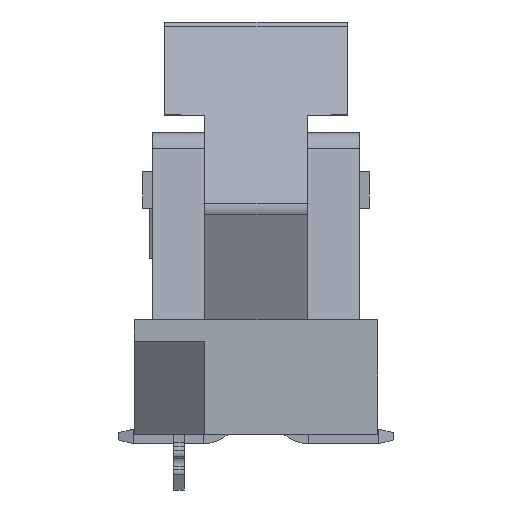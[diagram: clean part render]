
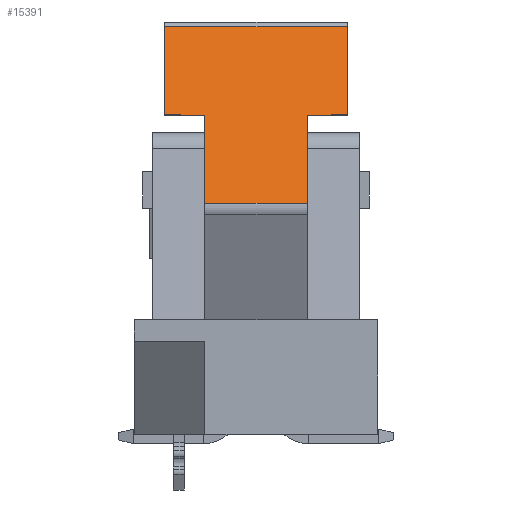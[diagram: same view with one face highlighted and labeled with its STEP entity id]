
A CAD part, left-side view. The second image highlights one B-rep face of the part: STEP entity #15391.
In plain terms, the highlighted planar face has unit normal (-0.936, 0, 0.351).
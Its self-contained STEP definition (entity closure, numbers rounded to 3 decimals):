
#15298=CARTESIAN_POINT('',(-13.775,-2.5,5.604));
#15299=VERTEX_POINT('',#15298);
#15306=CARTESIAN_POINT('',(-13.776,-1.4,5.6));
#15307=VERTEX_POINT('',#15306);
#15308=CARTESIAN_POINT('',(-13.775,-2.5,5.604));
#15309=DIRECTION('',(-0.001,1.,-0.003));
#15310=VECTOR('',#15309,1.1);
#15311=LINE('',#15308,#15310);
#15312=EDGE_CURVE('',#15299,#15307,#15311,.T.);
#15329=CARTESIAN_POINT('',(-13.775,0.,5.604));
#15330=DIRECTION('',(0.351,0.,0.936));
#15331=DIRECTION('',(-0.936,0.,0.351));
#15332=AXIS2_PLACEMENT_3D('',#15329,#15331,#15330);
#15333=PLANE('',#15332);
#15334=ORIENTED_EDGE('',*,*,#15312,.F.);
#15335=CARTESIAN_POINT('',(-12.869,-2.5,8.02));
#15336=VERTEX_POINT('',#15335);
#15337=CARTESIAN_POINT('',(-13.775,-2.5,5.604));
#15338=DIRECTION('',(0.351,0.,0.936));
#15339=VECTOR('',#15338,2.58);
#15340=LINE('',#15337,#15339);
#15341=EDGE_CURVE('',#15299,#15336,#15340,.T.);
#15342=ORIENTED_EDGE('',*,*,#15341,.T.);
#15343=CARTESIAN_POINT('',(-12.869,2.5,8.02));
#15344=VERTEX_POINT('',#15343);
#15345=CARTESIAN_POINT('',(-12.869,-2.5,8.02));
#15346=DIRECTION('',(0.,1.,0.));
#15347=VECTOR('',#15346,5.);
#15348=LINE('',#15345,#15347);
#15349=EDGE_CURVE('',#15336,#15344,#15348,.T.);
#15350=ORIENTED_EDGE('',*,*,#15349,.T.);
#15351=CARTESIAN_POINT('',(-13.775,2.5,5.604));
#15352=VERTEX_POINT('',#15351);
#15353=CARTESIAN_POINT('',(-12.869,2.5,8.02));
#15354=DIRECTION('',(-0.351,0.,-0.936));
#15355=VECTOR('',#15354,2.58);
#15356=LINE('',#15353,#15355);
#15357=EDGE_CURVE('',#15344,#15352,#15356,.T.);
#15358=ORIENTED_EDGE('',*,*,#15357,.T.);
#15359=CARTESIAN_POINT('',(-13.776,1.4,5.6));
#15360=VERTEX_POINT('',#15359);
#15361=CARTESIAN_POINT('',(-13.776,1.4,5.6));
#15362=DIRECTION('',(0.001,1.,0.003));
#15363=VECTOR('',#15362,1.1);
#15364=LINE('',#15361,#15363);
#15365=EDGE_CURVE('',#15360,#15352,#15364,.T.);
#15366=ORIENTED_EDGE('',*,*,#15365,.F.);
#15367=CARTESIAN_POINT('',(-14.681,1.4,3.188));
#15368=VERTEX_POINT('',#15367);
#15369=CARTESIAN_POINT('',(-14.681,1.4,3.188));
#15370=DIRECTION('',(0.351,0.,0.936));
#15371=VECTOR('',#15370,2.576);
#15372=LINE('',#15369,#15371);
#15373=EDGE_CURVE('',#15368,#15360,#15372,.T.);
#15374=ORIENTED_EDGE('',*,*,#15373,.F.);
#15375=CARTESIAN_POINT('',(-14.681,-1.4,3.188));
#15376=VERTEX_POINT('',#15375);
#15377=CARTESIAN_POINT('',(-14.681,-1.4,3.188));
#15378=DIRECTION('',(0.,1.,0.));
#15379=VECTOR('',#15378,2.8);
#15380=LINE('',#15377,#15379);
#15381=EDGE_CURVE('',#15376,#15368,#15380,.T.);
#15382=ORIENTED_EDGE('',*,*,#15381,.F.);
#15383=CARTESIAN_POINT('',(-13.776,-1.4,5.6));
#15384=DIRECTION('',(-0.351,0.,-0.936));
#15385=VECTOR('',#15384,2.576);
#15386=LINE('',#15383,#15385);
#15387=EDGE_CURVE('',#15307,#15376,#15386,.T.);
#15388=ORIENTED_EDGE('',*,*,#15387,.F.);
#15389=EDGE_LOOP('',(#15334,#15342,#15350,#15358,#15366,#15374,#15382,#15388));
#15390=FACE_OUTER_BOUND('',#15389,.T.);
#15391=ADVANCED_FACE('',(#15390),#15333,.T.);
